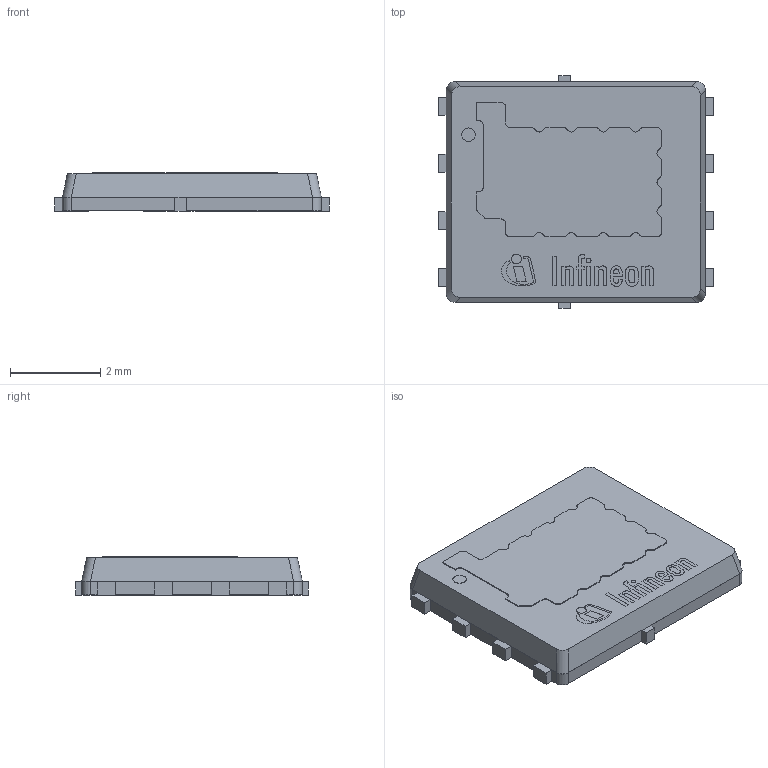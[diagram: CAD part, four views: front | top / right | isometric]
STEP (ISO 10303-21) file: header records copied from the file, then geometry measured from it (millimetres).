
FILE_DESCRIPTION(/* description */ (''),/* implementation_level */ '2;1');
FILE_NAME(/* name */ 'PG-VSON-8-3_Z8B00258177_V02_3D.stp',/* time_stamp */ '2024-11-12T15:09:59+05:30',/* author */ ('sivamani'),/* organization */ (''),/* preprocessor_version */ 'ST-DEVELOPER v19.2',/* originating_system */ 'AutoCAD Mechanical',/* authorisation */ '');
FILE_SCHEMA (('AUTOMOTIVE_DESIGN { 1 0 10303 214 3 1 1 }'));
Length unit declared in the file: millimetre
Products named in the file (1): Product
Bounding box: 6.09 x 5.16 x 0.86 mm (x, y, z)
Volume: 23.3 mm3; surface area: 166.7 mm2
Topology: 28 solids, 28 shells, 384 faces, 985 edges, 656 vertices
Faces by surface type: plane 273, cylinder 91, bspline 20
Full cylindrical faces by diameter (mm): 0.107 x1, 0.219 x1, 0.3 x2
Entity records: 11752 total; most frequent: CARTESIAN_POINT 2722, ORIENTED_EDGE 1966, DIRECTION 1745, EDGE_CURVE 983, LINE 659, VECTOR 659, VERTEX_POINT 656, AXIS2_PLACEMENT_3D 543
